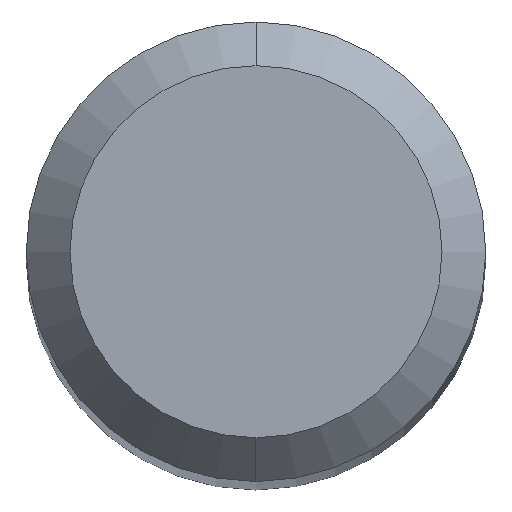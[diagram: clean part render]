
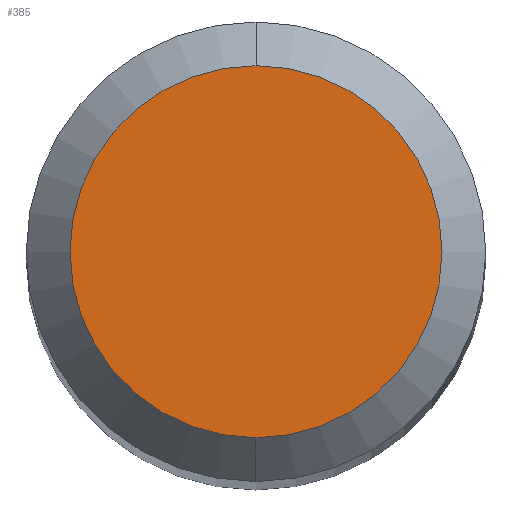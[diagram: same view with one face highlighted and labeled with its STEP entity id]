
A CAD part, top view. The second image highlights one B-rep face of the part: STEP entity #385.
In plain terms, the highlighted planar face has unit normal (0, 0, 1).
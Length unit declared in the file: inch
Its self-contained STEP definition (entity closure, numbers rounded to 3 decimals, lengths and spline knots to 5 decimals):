
#10 = CIRCLE ( 'NONE', #298, 0.06375 ) ;
#50 = DIRECTION ( 'NONE',  ( 0., 0., 1. ) ) ;
#52 = DIRECTION ( 'NONE',  ( 0., 0., -1. ) ) ;
#91 = DIRECTION ( 'NONE',  ( 0., -1., 0. ) ) ;
#114 = AXIS2_PLACEMENT_3D ( 'NONE', #442, #50, #91 ) ;
#128 = CARTESIAN_POINT ( 'NONE',  ( 0., -0.06375, 0. ) ) ;
#130 = PLANE ( 'NONE',  #276 ) ;
#193 = EDGE_CURVE ( 'NONE', #511, #378, #10, .T. ) ;
#194 = EDGE_LOOP ( 'NONE', ( #462, #406 ) ) ;
#202 = CARTESIAN_POINT ( 'NONE',  ( 0., 0.06375, 0. ) ) ;
#209 = DIRECTION ( 'NONE',  ( 0., 0., 1. ) ) ;
#257 = CARTESIAN_POINT ( 'NONE',  ( 0., 0.06375, 0. ) ) ;
#276 = AXIS2_PLACEMENT_3D ( 'NONE', #257, #52, #383 ) ;
#298 = AXIS2_PLACEMENT_3D ( 'NONE', #497, #209, #340 ) ;
#340 = DIRECTION ( 'NONE',  ( 0., -1., 0. ) ) ;
#364 = CIRCLE ( 'NONE', #114, 0.06375 ) ;
#369 = FACE_OUTER_BOUND ( 'NONE', #194, .T. ) ;
#378 = VERTEX_POINT ( 'NONE', #202 ) ;
#383 = DIRECTION ( 'NONE',  ( 0., 1., 0. ) ) ;
#385 = ADVANCED_FACE ( 'NONE', ( #369 ), #130, .F. ) ;
#406 = ORIENTED_EDGE ( 'NONE', *, *, #193, .T. ) ;
#428 = EDGE_CURVE ( 'NONE', #378, #511, #364, .T. ) ;
#442 = CARTESIAN_POINT ( 'NONE',  ( 0., 0., 0. ) ) ;
#462 = ORIENTED_EDGE ( 'NONE', *, *, #428, .T. ) ;
#497 = CARTESIAN_POINT ( 'NONE',  ( 0., 0., 0. ) ) ;
#511 = VERTEX_POINT ( 'NONE', #128 ) ;
